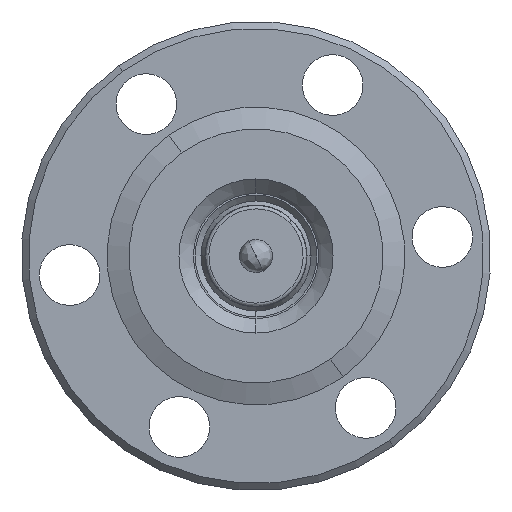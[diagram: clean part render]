
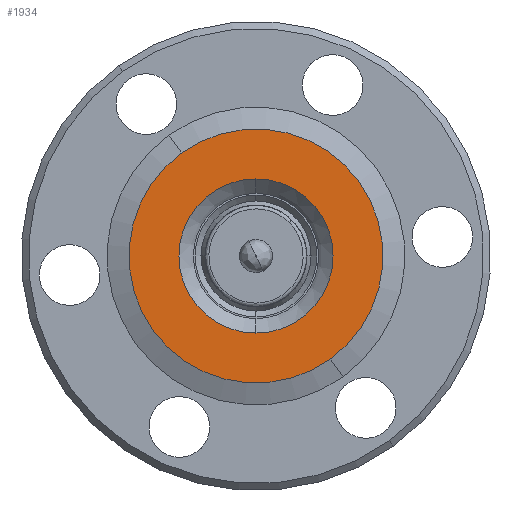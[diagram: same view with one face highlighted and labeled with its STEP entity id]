
A CAD part, front view. The second image highlights one B-rep face of the part: STEP entity #1934.
In plain terms, the highlighted planar face has unit normal (0, -1, 0).
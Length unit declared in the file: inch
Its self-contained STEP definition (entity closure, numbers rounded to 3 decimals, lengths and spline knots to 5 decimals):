
#137 = EDGE_CURVE ( 'NONE', #2245, #2282, #2064, .T. ) ;
#311 = CIRCLE ( 'NONE', #344, 0.36 ) ;
#344 = AXIS2_PLACEMENT_3D ( 'NONE', #4457, #4458, #4459 ) ;
#404 = VERTEX_POINT ( 'NONE', #4125 ) ;
#405 = VERTEX_POINT ( 'NONE', #4126 ) ;
#532 = CARTESIAN_POINT ( 'NONE',  ( 0., -4.42547, 0. ) ) ;
#533 = DIRECTION ( 'NONE',  ( 0., 1., 0. ) ) ;
#534 = DIRECTION ( 'NONE',  ( 0., 0., -1. ) ) ;
#704 = CARTESIAN_POINT ( 'NONE',  ( 0.16691, -4.42547, 0.14101 ) ) ;
#707 = FACE_BOUND ( 'NONE', #3035, .T. ) ;
#708 = FACE_OUTER_BOUND ( 'NONE', #2909, .T. ) ;
#709 = PLANE ( 'NONE',  #959 ) ;
#710 = DIRECTION ( 'NONE',  ( 0., -1., 0. ) ) ;
#711 = DIRECTION ( 'NONE',  ( 0., 0., -1. ) ) ;
#765 = ORIENTED_EDGE ( 'NONE', *, *, #1710, .T. ) ;
#769 = ORIENTED_EDGE ( 'NONE', *, *, #2011, .F. ) ;
#775 = ORIENTED_EDGE ( 'NONE', *, *, #137, .F. ) ;
#804 = ORIENTED_EDGE ( 'NONE', *, *, #876, .T. ) ;
#876 = EDGE_CURVE ( 'NONE', #405, #404, #1589, .T. ) ;
#959 = AXIS2_PLACEMENT_3D ( 'NONE', #704, #710, #711 ) ;
#1185 = CARTESIAN_POINT ( 'NONE',  ( 0., -4.42547, 0. ) ) ;
#1186 = DIRECTION ( 'NONE',  ( 0., 1., 0. ) ) ;
#1187 = DIRECTION ( 'NONE',  ( 0.586, 0., -0.811 ) ) ;
#1585 = AXIS2_PLACEMENT_3D ( 'NONE', #2324, #2326, #2328 ) ;
#1589 = CIRCLE ( 'NONE', #1585, 0.2185 ) ;
#1710 = EDGE_CURVE ( 'NONE', #404, #405, #3208, .T. ) ;
#1934 = ADVANCED_FACE ( 'NONE', ( #707, #708 ), #709, .T. ) ;
#2011 = EDGE_CURVE ( 'NONE', #2282, #2245, #311, .T. ) ;
#2064 = CIRCLE ( 'NONE', #2159, 0.36 ) ;
#2159 = AXIS2_PLACEMENT_3D ( 'NONE', #1185, #1186, #1187 ) ;
#2245 = VERTEX_POINT ( 'NONE', #3579 ) ;
#2282 = VERTEX_POINT ( 'NONE', #3606 ) ;
#2324 = CARTESIAN_POINT ( 'NONE',  ( 0., -4.42547, 0. ) ) ;
#2326 = DIRECTION ( 'NONE',  ( 0., 1., 0. ) ) ;
#2328 = DIRECTION ( 'NONE',  ( 0., 0., -1. ) ) ;
#2909 = EDGE_LOOP ( 'NONE', ( #775, #769 ) ) ;
#3035 = EDGE_LOOP ( 'NONE', ( #804, #765 ) ) ;
#3197 = AXIS2_PLACEMENT_3D ( 'NONE', #532, #533, #534 ) ;
#3208 = CIRCLE ( 'NONE', #3197, 0.2185 ) ;
#3579 = CARTESIAN_POINT ( 'NONE',  ( 0.21079, -4.42547, -0.29184 ) ) ;
#3606 = CARTESIAN_POINT ( 'NONE',  ( -0.21079, -4.42547, 0.29184 ) ) ;
#4125 = CARTESIAN_POINT ( 'NONE',  ( 0., -4.42547, 0.2185 ) ) ;
#4126 = CARTESIAN_POINT ( 'NONE',  ( 0., -4.42547, -0.2185 ) ) ;
#4457 = CARTESIAN_POINT ( 'NONE',  ( 0., -4.42547, 0. ) ) ;
#4458 = DIRECTION ( 'NONE',  ( 0., 1., 0. ) ) ;
#4459 = DIRECTION ( 'NONE',  ( 0.586, 0., -0.811 ) ) ;
